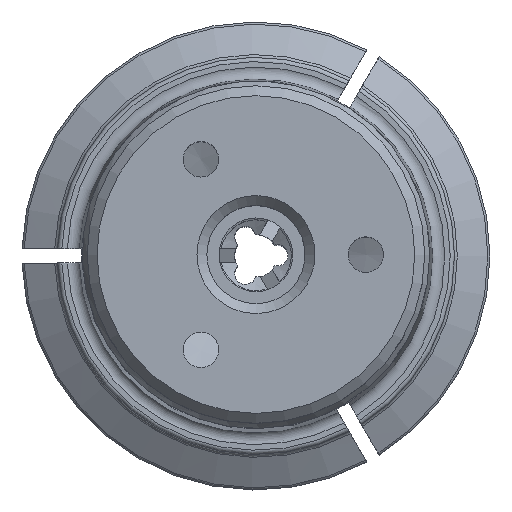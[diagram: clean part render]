
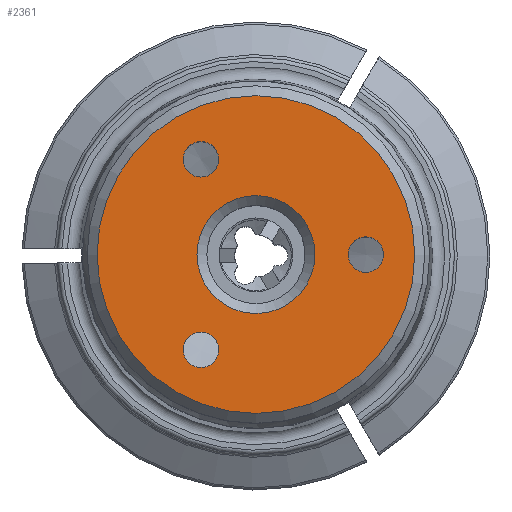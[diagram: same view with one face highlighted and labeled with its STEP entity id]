
A CAD part, top view. The second image highlights one B-rep face of the part: STEP entity #2361.
In plain terms, the highlighted planar face has unit normal (0, 0, 1).
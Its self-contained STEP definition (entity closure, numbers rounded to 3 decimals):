
#240=PLANE('',#2483);
#335=ORIENTED_EDGE('',*,*,#829,.F.);
#336=ORIENTED_EDGE('',*,*,#826,.T.);
#337=ORIENTED_EDGE('',*,*,#824,.T.);
#338=ORIENTED_EDGE('',*,*,#822,.T.);
#339=ORIENTED_EDGE('',*,*,#818,.T.);
#818=EDGE_CURVE('',#1068,#1068,#1246,.T.);
#822=EDGE_CURVE('',#1072,#1072,#1250,.T.);
#824=EDGE_CURVE('',#1074,#1074,#1252,.T.);
#826=EDGE_CURVE('',#1076,#1076,#1254,.T.);
#829=EDGE_CURVE('',#1079,#1079,#1257,.T.);
#1068=VERTEX_POINT('',#3212);
#1072=VERTEX_POINT('',#3222);
#1074=VERTEX_POINT('',#3227);
#1076=VERTEX_POINT('',#3232);
#1079=VERTEX_POINT('',#3240);
#1246=CIRCLE('',#2461,4.159);
#1250=CIRCLE('',#2467,1.25);
#1252=CIRCLE('',#2470,1.25);
#1254=CIRCLE('',#2473,1.25);
#1257=CIRCLE('',#2478,11.2);
#1376=EDGE_LOOP('',(#335));
#1377=EDGE_LOOP('',(#336));
#1378=EDGE_LOOP('',(#337));
#1379=EDGE_LOOP('',(#338));
#1380=EDGE_LOOP('',(#339));
#1514=FACE_BOUND('',#1376,.T.);
#1515=FACE_BOUND('',#1377,.T.);
#1516=FACE_BOUND('',#1378,.T.);
#1517=FACE_BOUND('',#1379,.T.);
#1518=FACE_BOUND('',#1380,.T.);
#2361=ADVANCED_FACE('',(#1514,#1515,#1516,#1517,#1518),#240,.F.);
#2461=AXIS2_PLACEMENT_3D('',#3211,#2689,#2690);
#2467=AXIS2_PLACEMENT_3D('',#3221,#2701,#2702);
#2470=AXIS2_PLACEMENT_3D('',#3226,#2707,#2708);
#2473=AXIS2_PLACEMENT_3D('',#3231,#2713,#2714);
#2478=AXIS2_PLACEMENT_3D('',#3239,#2723,#2724);
#2483=AXIS2_PLACEMENT_3D('',#3247,#2733,#2734);
#2689=DIRECTION('',(0.,0.,-1.));
#2690=DIRECTION('',(-1.,0.,0.));
#2701=DIRECTION('',(0.,0.,-1.));
#2702=DIRECTION('',(1.,0.,0.));
#2707=DIRECTION('',(0.,0.,-1.));
#2708=DIRECTION('',(1.,0.,0.));
#2713=DIRECTION('',(0.,0.,-1.));
#2714=DIRECTION('',(1.,0.,0.));
#2723=DIRECTION('',(0.,0.,-1.));
#2724=DIRECTION('',(-1.,0.,0.));
#2733=DIRECTION('',(0.,0.,-1.));
#2734=DIRECTION('',(-1.,0.,0.));
#3211=CARTESIAN_POINT('',(0.,0.,60.5));
#3212=CARTESIAN_POINT('',(-4.159,0.,60.5));
#3221=CARTESIAN_POINT('',(-3.875,-6.712,60.5));
#3222=CARTESIAN_POINT('',(-2.625,-6.712,60.5));
#3226=CARTESIAN_POINT('',(-3.875,6.712,60.5));
#3227=CARTESIAN_POINT('',(-2.625,6.712,60.5));
#3231=CARTESIAN_POINT('',(7.75,0.,60.5));
#3232=CARTESIAN_POINT('',(9.,0.,60.5));
#3239=CARTESIAN_POINT('',(0.,0.,60.5));
#3240=CARTESIAN_POINT('',(-11.2,0.,60.5));
#3247=CARTESIAN_POINT('',(11.9,0.,60.5));
